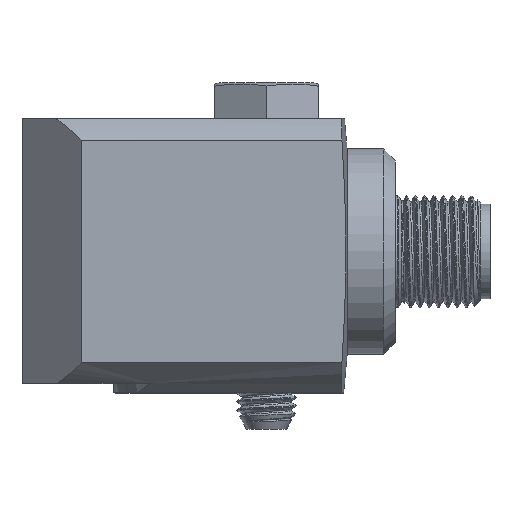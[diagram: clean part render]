
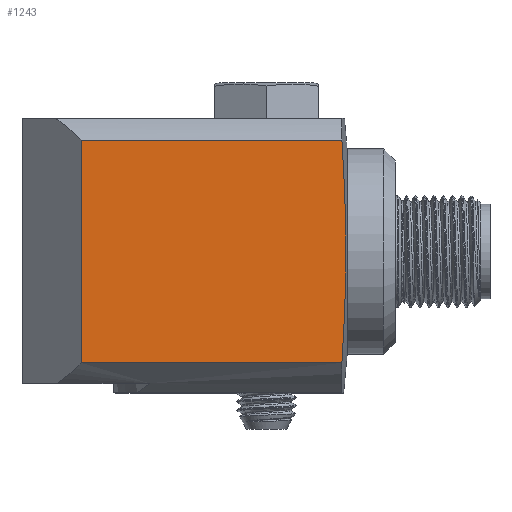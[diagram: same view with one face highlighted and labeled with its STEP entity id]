
A CAD part, top view. The second image highlights one B-rep face of the part: STEP entity #1243.
In plain terms, the highlighted planar face has unit normal (0, 0, 1).
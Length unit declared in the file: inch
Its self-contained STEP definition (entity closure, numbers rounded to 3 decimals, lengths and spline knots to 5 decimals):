
#268=FACE_OUTER_BOUND('',#385,.T.);
#385=EDGE_LOOP('',(#929,#930,#931,#932));
#438=LINE('',#5335,#472);
#439=LINE('',#5337,#473);
#440=LINE('',#5338,#474);
#472=VECTOR('',#1678,0.3937);
#473=VECTOR('',#1679,0.3937);
#474=VECTOR('',#1680,0.3937);
#506=(
BOUNDED_CURVE()
B_SPLINE_CURVE(2,(#5329,#5330,#5331),.UNSPECIFIED.,.F.,.F.)
B_SPLINE_CURVE_WITH_KNOTS((3,3),(0.,2.39211),.UNSPECIFIED.)
CURVE()
GEOMETRIC_REPRESENTATION_ITEM()
RATIONAL_B_SPLINE_CURVE((1.,1.38,1.))
REPRESENTATION_ITEM('')
);
#581=VERTEX_POINT('',#5326);
#582=VERTEX_POINT('',#5328);
#583=VERTEX_POINT('',#5334);
#584=VERTEX_POINT('',#5336);
#708=EDGE_CURVE('',#582,#581,#506,.T.);
#710=EDGE_CURVE('',#581,#583,#438,.T.);
#711=EDGE_CURVE('',#584,#583,#439,.T.);
#712=EDGE_CURVE('',#584,#582,#440,.T.);
#929=ORIENTED_EDGE('',*,*,#708,.T.);
#930=ORIENTED_EDGE('',*,*,#710,.T.);
#931=ORIENTED_EDGE('',*,*,#711,.F.);
#932=ORIENTED_EDGE('',*,*,#712,.T.);
#1092=PLANE('',#1429);
#1243=ADVANCED_FACE('',(#268),#1092,.T.);
#1429=AXIS2_PLACEMENT_3D('',#5333,#1676,#1677);
#1676=DIRECTION('center_axis',(0.,0.,
1.));
#1677=DIRECTION('ref_axis',(0.,-1.,0.));
#1678=DIRECTION('',(-1.,0.,0.));
#1679=DIRECTION('',(0.,1.,0.));
#1680=DIRECTION('',(1.,0.,0.));
#5326=CARTESIAN_POINT('',(-0.02152,1.0276,0.99));
#5328=CARTESIAN_POINT('',(-0.02152,0.0864,0.99));
#5329=CARTESIAN_POINT('Ctrl Pts',(-0.02152,0.0864,
0.99));
#5330=CARTESIAN_POINT('Ctrl Pts',(0.00685,0.557,0.99));
#5331=CARTESIAN_POINT('Ctrl Pts',(-0.02152,1.0276,
0.99));
#5333=CARTESIAN_POINT('Origin',(0.,0.,
0.99));
#5334=CARTESIAN_POINT('',(-1.123,1.0276,0.99));
#5335=CARTESIAN_POINT('',(0.089,1.0276,0.99));
#5336=CARTESIAN_POINT('',(-1.123,0.0864,0.99));
#5337=CARTESIAN_POINT('',(-1.123,0.,0.99));
#5338=CARTESIAN_POINT('',(0.089,0.0864,0.99));
